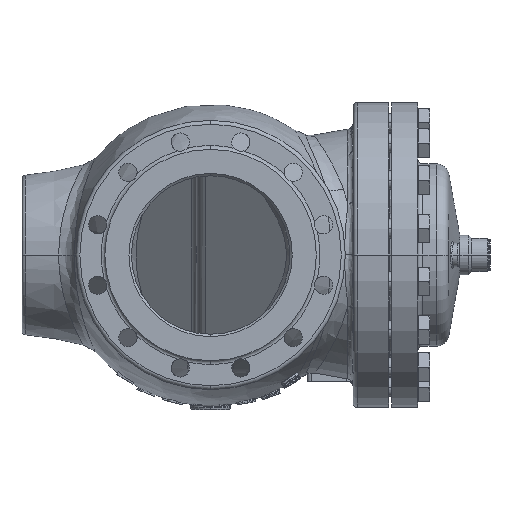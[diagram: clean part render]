
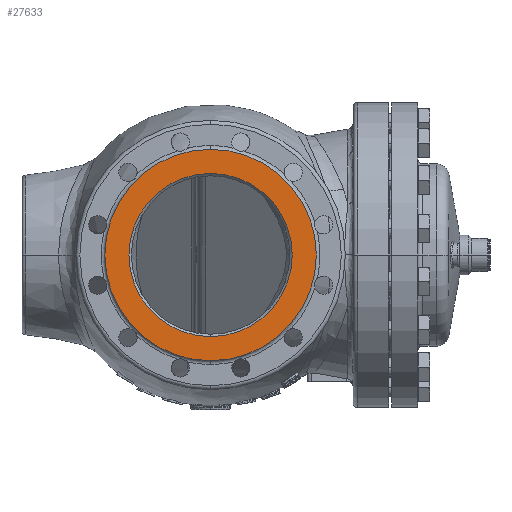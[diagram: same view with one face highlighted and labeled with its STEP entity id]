
A CAD part, left-side view. The second image highlights one B-rep face of the part: STEP entity #27633.
In plain terms, the highlighted planar face has unit normal (-1, 0, 0).
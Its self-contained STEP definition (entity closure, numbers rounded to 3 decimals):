
#8242=CARTESIAN_POINT('',(-300.,0.,0.));
#8243=DIRECTION('',(1.,0.,0.));
#8244=DIRECTION('',(0.,0.,-1.));
#8245=AXIS2_PLACEMENT_3D('',#8242,#8243,#8244);
#8252=CARTESIAN_POINT('',(-300.,0.,0.));
#8253=DIRECTION('',(1.,0.,0.));
#8254=DIRECTION('',(0.,0.,1.));
#8255=AXIS2_PLACEMENT_3D('',#8252,#8253,#8254);
#8257=CARTESIAN_POINT('',(-300.,0.,0.));
#8258=DIRECTION('',(1.,0.,0.));
#8259=DIRECTION('',(0.,0.,-1.));
#8260=AXIS2_PLACEMENT_3D('',#8257,#8258,#8259);
#8262=CARTESIAN_POINT('',(-300.,0.,0.));
#8263=DIRECTION('',(1.,0.,0.));
#8264=DIRECTION('',(0.,0.,1.));
#8265=AXIS2_PLACEMENT_3D('',#8262,#8263,#8264);
#15837=CARTESIAN_POINT('',(-300.,0.,133.417));
#15838=CARTESIAN_POINT('',(-300.,0.,-133.417));
#15839=VERTEX_POINT('',#15837);
#15840=VERTEX_POINT('',#15838);
#16428=CARTESIAN_POINT('',(-300.,0.,-103.));
#16429=CARTESIAN_POINT('',(-300.,0.,103.));
#16430=VERTEX_POINT('',#16428);
#16431=VERTEX_POINT('',#16429);
#27617=CARTESIAN_POINT('',(-300.,-170.,231.25));
#27618=DIRECTION('',(1.,0.,0.));
#27619=DIRECTION('',(0.,1.,0.));
#27620=AXIS2_PLACEMENT_3D('',#27617,#27618,#27619);
#27621=PLANE('',#27620);
#27623=ORIENTED_EDGE('',*,*,#27622,.T.);
#27625=ORIENTED_EDGE('',*,*,#27624,.T.);
#27626=EDGE_LOOP('',(#27623,#27625));
#27627=FACE_OUTER_BOUND('',#27626,.F.);
#27628=ORIENTED_EDGE('',*,*,#27607,.F.);
#27630=ORIENTED_EDGE('',*,*,#27629,.F.);
#27631=EDGE_LOOP('',(#27628,#27630));
#27632=FACE_BOUND('',#27631,.F.);
#27633=ADVANCED_FACE('',(#27627,#27632),#27621,.F.);
#8246=CIRCLE('',#8245,103.);
#8256=CIRCLE('',#8255,133.417);
#8261=CIRCLE('',#8260,133.417);
#8266=CIRCLE('',#8265,103.);
#27607=EDGE_CURVE('',#16430,#16431,#8246,.T.);
#27622=EDGE_CURVE('',#15839,#15840,#8256,.T.);
#27624=EDGE_CURVE('',#15840,#15839,#8261,.T.);
#27629=EDGE_CURVE('',#16431,#16430,#8266,.T.);
